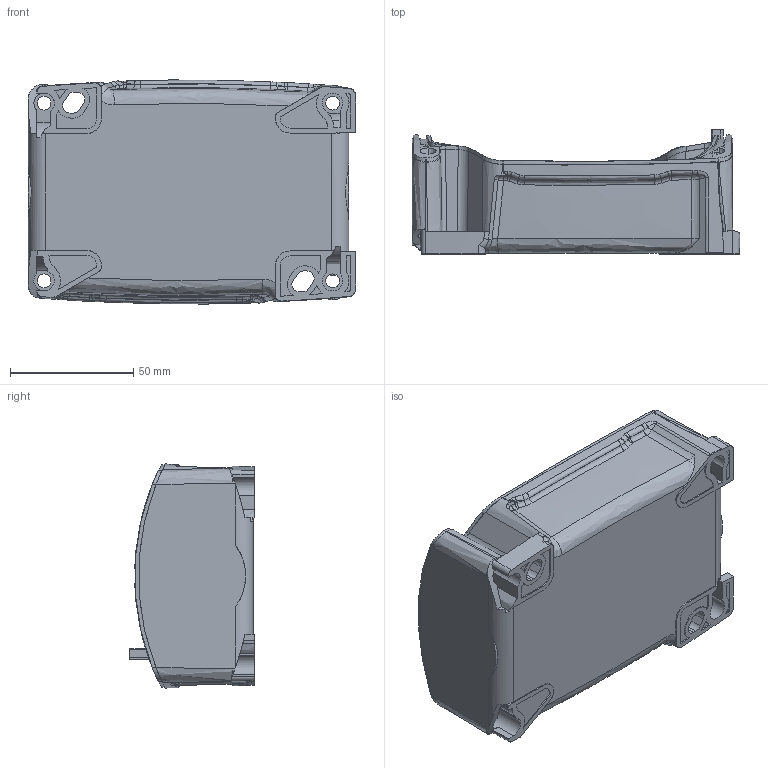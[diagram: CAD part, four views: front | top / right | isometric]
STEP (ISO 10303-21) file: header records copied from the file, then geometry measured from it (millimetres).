
FILE_DESCRIPTION((''),'2;1');
FILE_NAME('05-1141-0433_GEH-_2F_VEREINF','2023-09-26T13:43:22',('Beil'),(''),'CREO PARAMETRIC BY PTC INC, 2019030','CREO PARAMETRIC BY PTC INC, 2019030','');
FILE_SCHEMA(('CONFIG_CONTROL_DESIGN','SHAPE_APPEARANCE_LAYERS_GROUPS'));
Length unit declared in the file: millimetre
Products named in the file (1): 05-1141-0433_GEH-_2F_VEREINF
Bounding box: 132.94 x 50.5 x 90.87 mm (x, y, z)
Volume: 160290 mm3; surface area: 67266.3 mm2
Topology: 1 solids, 1 shells, 782 faces, 2208 edges, 1446 vertices
Faces by surface type: plane 351, bspline 164, cylinder 164, extrusion 74, cone 29
Entity records: 38718 total; most frequent: CARTESIAN_POINT 13771, ORIENTED_EDGE 4416, DIRECTION 2801, PRESENTATION_STYLE_ASSIGNMENT 2209, STYLED_ITEM 2209, CURVE_STYLE 2208, EDGE_CURVE 2208, VERTEX_POINT 1446
